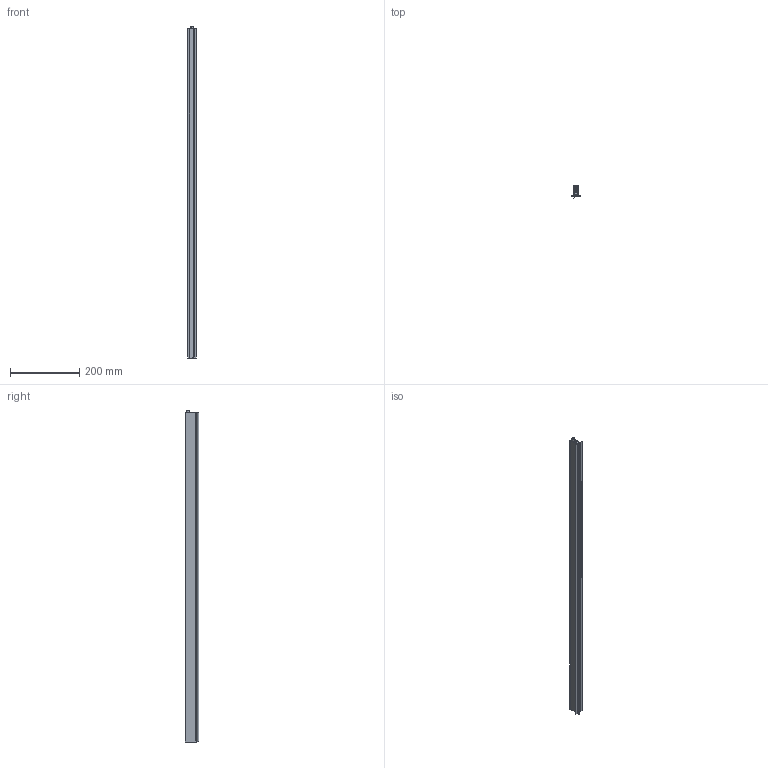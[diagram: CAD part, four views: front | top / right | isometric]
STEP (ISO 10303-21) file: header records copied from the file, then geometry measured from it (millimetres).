
FILE_DESCRIPTION (( 'STEP AP203' ), '1' );
FILE_NAME ('RF950Rechts.STEP', '2025-02-10T14:18:25', ( '' ), ( '' ), 'SwSTEP 2.0', 'SolidWorks 2023', '' );
FILE_SCHEMA (( 'CONFIG_CONTROL_DESIGN' ));
Length unit declared in the file: millimetre
Products named in the file (4): RF950Rechts; Betätigungsteil_RF; Aussengehäuse_RF_950; Innengeometrie_RF
Assembly tree (3 placements, depth 2):
  RF950Rechts
    Aussengehäuse_RF_950
    Innengeometrie_RF
    Betätigungsteil_RF
Bounding box: 25 x 38.36 x 958 mm (x, y, z)
Volume: 207888.6 mm3; surface area: 341455.5 mm2
Topology: 20 solids, 20 shells, 681 faces, 1915 edges, 1276 vertices
Faces by surface type: plane 326, bspline 308, cylinder 45, torus 2
Entity records: 37173 total; most frequent: CARTESIAN_POINT 21078, ORIENTED_EDGE 3830, DIRECTION 2153, EDGE_CURVE 1915, VERTEX_POINT 1276, LINE 1203, VECTOR 1203, EDGE_LOOP 763
